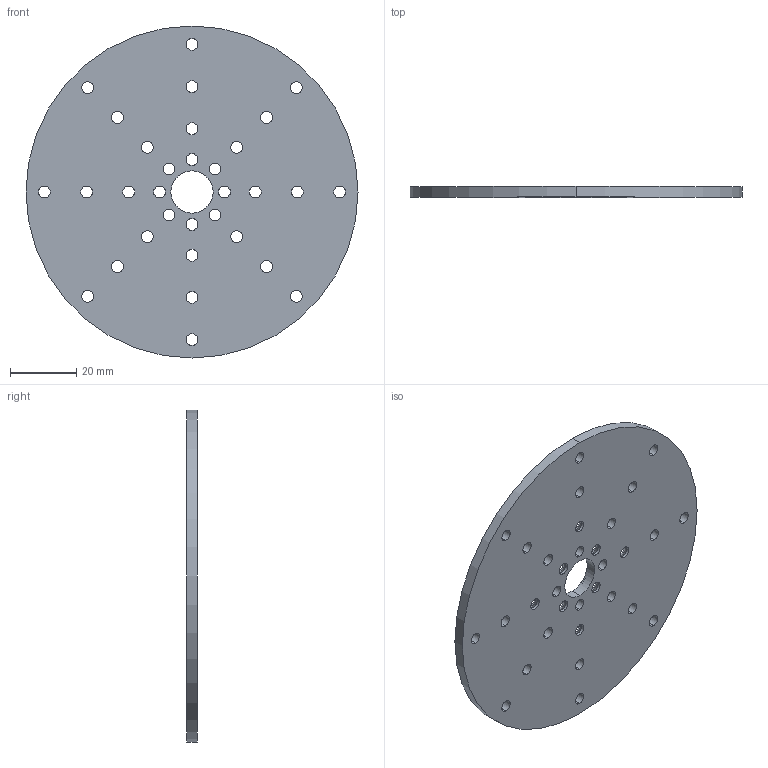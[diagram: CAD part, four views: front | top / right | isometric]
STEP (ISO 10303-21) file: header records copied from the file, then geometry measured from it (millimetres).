
FILE_DESCRIPTION (( 'STEP AP203' ), '1' );
FILE_NAME ('585438.STEP', '2016-08-22T19:40:46', ( '' ), ( '' ), 'SwSTEP 2.0', 'SolidWorks 2014', '' );
FILE_SCHEMA (( 'CONFIG_CONTROL_DESIGN' ));
Length unit declared in the file: inch
Products named in the file (1): 585438
Bounding box: 100 x 3.17 x 100 mm (x, y, z)
Volume: 23251.2 mm3; surface area: 17062.3 mm2
Topology: 1 solids, 1 shells, 102 faces, 268 edges, 168 vertices
Faces by surface type: cylinder 84, cone 16, plane 2
Entity records: 3415 total; most frequent: DIRECTION 642, CARTESIAN_POINT 539, ORIENTED_EDGE 536, AXIS2_PLACEMENT_3D 271, EDGE_CURVE 268, VERTEX_POINT 168, EDGE_LOOP 168, CIRCLE 168
